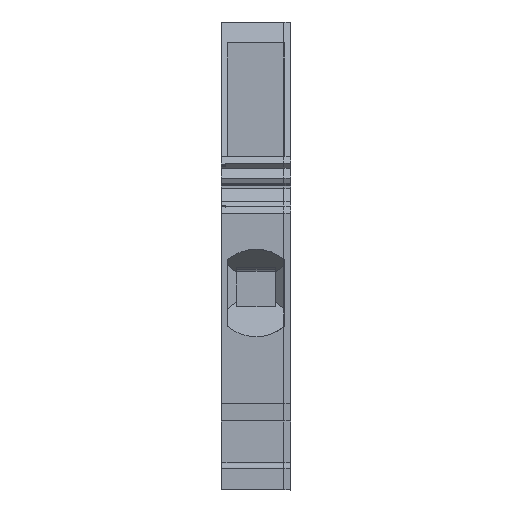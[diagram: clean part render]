
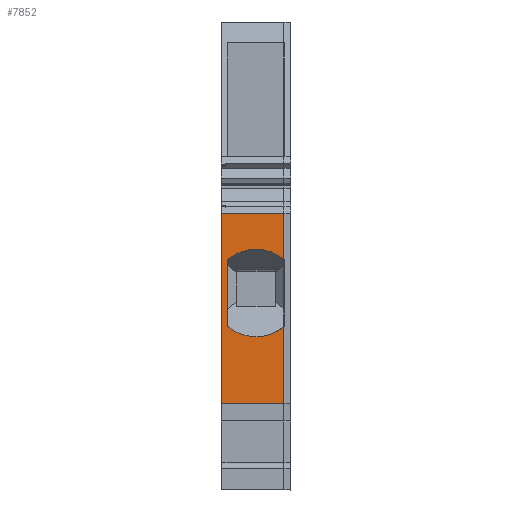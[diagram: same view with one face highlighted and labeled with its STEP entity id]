
A CAD part, front view. The second image highlights one B-rep face of the part: STEP entity #7852.
In plain terms, the highlighted planar face has unit normal (0, -1, 0).
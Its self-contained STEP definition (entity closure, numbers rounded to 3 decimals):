
#3252=AXIS2_PLACEMENT_3D('Plane Axis2P3D',#3249,#3250,#3251) ;
#3249=CARTESIAN_POINT('Axis2P3D Location',(10.15,0.,13.6)) ;
#6150=CARTESIAN_POINT('Vertex',(9.15,0.,40.52)) ;
#6153=CARTESIAN_POINT('Line Origine',(9.15,0.,37.145)) ;
#6157=CARTESIAN_POINT('Vertex',(9.15,0.,33.77)) ;
#6192=CARTESIAN_POINT('Vertex',(9.15,0.,23.9)) ;
#6195=CARTESIAN_POINT('Line Origine',(9.15,0.,18.25)) ;
#6199=CARTESIAN_POINT('Vertex',(9.15,0.,12.6)) ;
#7111=CARTESIAN_POINT('Vertex',(0.,0.,40.52)) ;
#7114=CARTESIAN_POINT('Line Origine',(4.575,0.,40.52)) ;
#7616=CARTESIAN_POINT('Vertex',(0.,0.,12.6)) ;
#7619=CARTESIAN_POINT('Line Origine',(0.,0.,26.56)) ;
#7779=CARTESIAN_POINT('Control Point',(5.075,0.,22.435)) ;
#7780=CARTESIAN_POINT('Control Point',(5.405,0.,22.435)) ;
#7781=CARTESIAN_POINT('Control Point',(5.734,0.,22.456)) ;
#7782=CARTESIAN_POINT('Control Point',(6.062,0.,22.499)) ;
#7783=CARTESIAN_POINT('Control Point',(6.931,0.,22.669)) ;
#7784=CARTESIAN_POINT('Control Point',(7.761,0.,22.986)) ;
#7785=CARTESIAN_POINT('Control Point',(8.258,0.,23.241)) ;
#7786=CARTESIAN_POINT('Control Point',(8.723,0.,23.547)) ;
#7787=CARTESIAN_POINT('Control Point',(9.15,0.,23.9)) ;
#7788=CARTESIAN_POINT('Vertex',(5.075,0.,22.435)) ;
#7792=CARTESIAN_POINT('Control Point',(0.9,0.,23.984)) ;
#7793=CARTESIAN_POINT('Control Point',(1.37,0.,23.58)) ;
#7794=CARTESIAN_POINT('Control Point',(1.888,0.,23.233)) ;
#7795=CARTESIAN_POINT('Control Point',(2.447,0.,22.95)) ;
#7796=CARTESIAN_POINT('Control Point',(3.308,0.,22.638)) ;
#7797=CARTESIAN_POINT('Control Point',(4.206,0.,22.484)) ;
#7798=CARTESIAN_POINT('Control Point',(4.495,0.,22.451)) ;
#7799=CARTESIAN_POINT('Control Point',(4.785,0.,22.435)) ;
#7800=CARTESIAN_POINT('Control Point',(5.075,0.,22.435)) ;
#7801=CARTESIAN_POINT('Vertex',(0.9,0.,23.984)) ;
#7804=CARTESIAN_POINT('Line Origine',(0.9,0.,28.835)) ;
#7808=CARTESIAN_POINT('Vertex',(0.9,0.,33.686)) ;
#7812=CARTESIAN_POINT('Control Point',(5.075,0.,35.235)) ;
#7813=CARTESIAN_POINT('Control Point',(4.745,0.,35.235)) ;
#7814=CARTESIAN_POINT('Control Point',(4.416,0.,35.214)) ;
#7815=CARTESIAN_POINT('Control Point',(4.088,0.,35.171)) ;
#7816=CARTESIAN_POINT('Control Point',(3.193,0.,34.996)) ;
#7817=CARTESIAN_POINT('Control Point',(2.34,0.,34.665)) ;
#7818=CARTESIAN_POINT('Control Point',(1.822,0.,34.392)) ;
#7819=CARTESIAN_POINT('Control Point',(1.34,0.,34.064)) ;
#7820=CARTESIAN_POINT('Control Point',(0.9,0.,33.686)) ;
#7821=CARTESIAN_POINT('Vertex',(5.075,0.,35.235)) ;
#7825=CARTESIAN_POINT('Control Point',(9.15,0.,33.77)) ;
#7826=CARTESIAN_POINT('Control Point',(8.692,0.,34.148)) ;
#7827=CARTESIAN_POINT('Control Point',(8.191,0.,34.473)) ;
#7828=CARTESIAN_POINT('Control Point',(7.654,0.,34.738)) ;
#7829=CARTESIAN_POINT('Control Point',(6.816,0.,35.036)) ;
#7830=CARTESIAN_POINT('Control Point',(5.944,0.,35.186)) ;
#7831=CARTESIAN_POINT('Control Point',(5.655,0.,35.218)) ;
#7832=CARTESIAN_POINT('Control Point',(5.365,0.,35.235)) ;
#7833=CARTESIAN_POINT('Control Point',(5.075,0.,35.235)) ;
#7835=CARTESIAN_POINT('Line Origine',(4.575,0.,12.6)) ;
#3250=DIRECTION('Axis2P3D Direction',(0.,1.,0.)) ;
#3251=DIRECTION('Axis2P3D XDirection',(0.,0.,-1.)) ;
#6154=DIRECTION('Vector Direction',(0.,0.,-1.)) ;
#6196=DIRECTION('Vector Direction',(0.,0.,-1.)) ;
#7115=DIRECTION('Vector Direction',(1.,0.,0.)) ;
#7620=DIRECTION('Vector Direction',(0.,0.,1.)) ;
#7805=DIRECTION('Vector Direction',(0.,0.,-1.)) ;
#7836=DIRECTION('Vector Direction',(1.,0.,0.)) ;
#6155=VECTOR('Line Direction',#6154,1.) ;
#6197=VECTOR('Line Direction',#6196,1.) ;
#7116=VECTOR('Line Direction',#7115,1.) ;
#7621=VECTOR('Line Direction',#7620,1.) ;
#7806=VECTOR('Line Direction',#7805,1.) ;
#7837=VECTOR('Line Direction',#7836,1.) ;
#7841=ORIENTED_EDGE('',*,*,#6201,.F.) ;
#7842=ORIENTED_EDGE('',*,*,#7790,.F.) ;
#7843=ORIENTED_EDGE('',*,*,#7803,.F.) ;
#7844=ORIENTED_EDGE('',*,*,#7810,.F.) ;
#7845=ORIENTED_EDGE('',*,*,#7823,.F.) ;
#7846=ORIENTED_EDGE('',*,*,#7834,.F.) ;
#7847=ORIENTED_EDGE('',*,*,#6159,.F.) ;
#7848=ORIENTED_EDGE('',*,*,#7118,.F.) ;
#7849=ORIENTED_EDGE('',*,*,#7623,.F.) ;
#7850=ORIENTED_EDGE('',*,*,#7839,.T.) ;
#7852=ADVANCED_FACE('MANIFOLD_SOLID_BREP #89300',(#7851),#3253,.F.) ;
#7778=B_SPLINE_CURVE_WITH_KNOTS('',5,(#7779,#7780,#7781,#7782,#7783,#7784,#7785,#7786,#7787),.UNSPECIFIED.,.F.,.U.,(6,3,6),(6.432,8.763,12.679),.UNSPECIFIED.) ;
#7791=B_SPLINE_CURVE_WITH_KNOTS('',5,(#7792,#7793,#7794,#7795,#7796,#7797,#7798,#7799,#7800),.UNSPECIFIED.,.F.,.U.,(6,3,6),(0.,4.382,6.432),.UNSPECIFIED.) ;
#7811=B_SPLINE_CURVE_WITH_KNOTS('',5,(#7812,#7813,#7814,#7815,#7816,#7817,#7818,#7819,#7820),.UNSPECIFIED.,.F.,.U.,(6,3,6),(6.432,8.763,12.864),.UNSPECIFIED.) ;
#7824=B_SPLINE_CURVE_WITH_KNOTS('',5,(#7825,#7826,#7827,#7828,#7829,#7830,#7831,#7832,#7833),.UNSPECIFIED.,.F.,.U.,(6,3,6),(0.185,4.382,6.432),.UNSPECIFIED.) ;
#6159=EDGE_CURVE('',#6151,#6158,#6156,.T.) ;
#6201=EDGE_CURVE('',#6193,#6200,#6198,.T.) ;
#7118=EDGE_CURVE('',#7112,#6151,#7117,.T.) ;
#7623=EDGE_CURVE('',#7617,#7112,#7622,.T.) ;
#7790=EDGE_CURVE('',#7789,#6193,#7778,.T.) ;
#7803=EDGE_CURVE('',#7802,#7789,#7791,.T.) ;
#7810=EDGE_CURVE('',#7809,#7802,#7807,.T.) ;
#7823=EDGE_CURVE('',#7822,#7809,#7811,.T.) ;
#7834=EDGE_CURVE('',#6158,#7822,#7824,.T.) ;
#7839=EDGE_CURVE('',#7617,#6200,#7838,.T.) ;
#7840=EDGE_LOOP('',(#7841,#7842,#7843,#7844,#7845,#7846,#7847,#7848,#7849,#7850)) ;
#7851=FACE_OUTER_BOUND('',#7840,.T.) ;
#6156=LINE('Line',#6153,#6155) ;
#6198=LINE('Line',#6195,#6197) ;
#7117=LINE('Line',#7114,#7116) ;
#7622=LINE('Line',#7619,#7621) ;
#7807=LINE('Line',#7804,#7806) ;
#7838=LINE('Line',#7835,#7837) ;
#3253=PLANE('',#3252) ;
#6151=VERTEX_POINT('',#6150) ;
#6158=VERTEX_POINT('',#6157) ;
#6193=VERTEX_POINT('',#6192) ;
#6200=VERTEX_POINT('',#6199) ;
#7112=VERTEX_POINT('',#7111) ;
#7617=VERTEX_POINT('',#7616) ;
#7789=VERTEX_POINT('',#7788) ;
#7802=VERTEX_POINT('',#7801) ;
#7809=VERTEX_POINT('',#7808) ;
#7822=VERTEX_POINT('',#7821) ;
